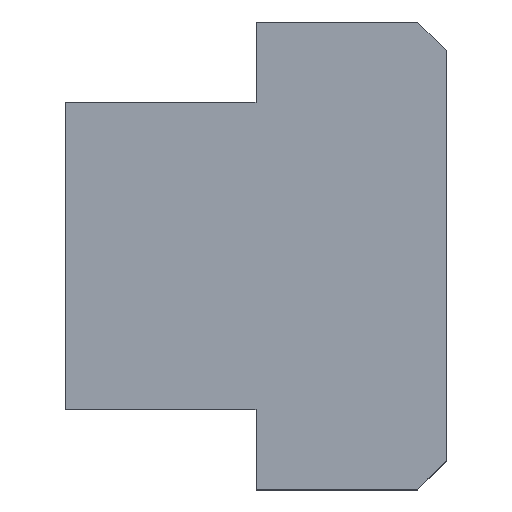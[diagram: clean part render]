
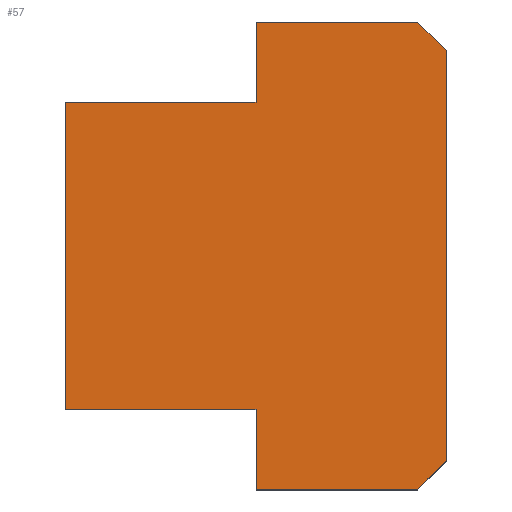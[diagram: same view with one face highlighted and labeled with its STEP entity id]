
A CAD part, top view. The second image highlights one B-rep face of the part: STEP entity #57.
In plain terms, the highlighted planar face has unit normal (0, 0, 1).
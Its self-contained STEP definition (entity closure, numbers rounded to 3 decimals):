
#57 = ADVANCED_FACE( '', ( #118 ), #119, .T. );
#118 = FACE_OUTER_BOUND( '', #175, .T. );
#119 = PLANE( '', #176 );
#175 = EDGE_LOOP( '', ( #262, #263, #264, #265, #266, #267, #268, #269, #270, #271 ) );
#176 = AXIS2_PLACEMENT_3D( '', #272, #273, #274 );
#262 = ORIENTED_EDGE( '', *, *, #330, .T. );
#263 = ORIENTED_EDGE( '', *, *, #345, .T. );
#264 = ORIENTED_EDGE( '', *, *, #355, .T. );
#265 = ORIENTED_EDGE( '', *, *, #356, .T. );
#266 = ORIENTED_EDGE( '', *, *, #357, .T. );
#267 = ORIENTED_EDGE( '', *, *, #349, .T. );
#268 = ORIENTED_EDGE( '', *, *, #358, .T. );
#269 = ORIENTED_EDGE( '', *, *, #336, .T. );
#270 = ORIENTED_EDGE( '', *, *, #353, .T. );
#271 = ORIENTED_EDGE( '', *, *, #324, .T. );
#272 = CARTESIAN_POINT( '', ( 0., 0., 27. ) );
#273 = DIRECTION( '', ( 0., 0., 1. ) );
#274 = DIRECTION( '', ( 1., 0., 0. ) );
#324 = EDGE_CURVE( '', #376, #374, #377, .T. );
#330 = EDGE_CURVE( '', #374, #384, #386, .T. );
#336 = EDGE_CURVE( '', #396, #394, #397, .T. );
#345 = EDGE_CURVE( '', #384, #408, #410, .T. );
#349 = EDGE_CURVE( '', #417, #415, #418, .T. );
#353 = EDGE_CURVE( '', #394, #376, #422, .T. );
#355 = EDGE_CURVE( '', #408, #424, #425, .T. );
#356 = EDGE_CURVE( '', #424, #426, #427, .T. );
#357 = EDGE_CURVE( '', #426, #417, #428, .T. );
#358 = EDGE_CURVE( '', #415, #396, #429, .T. );
#374 = VERTEX_POINT( '', #448 );
#376 = VERTEX_POINT( '', #451 );
#377 = LINE( '', #452, #453 );
#384 = VERTEX_POINT( '', #462 );
#386 = LINE( '', #465, #466 );
#394 = VERTEX_POINT( '', #475 );
#396 = VERTEX_POINT( '', #478 );
#397 = LINE( '', #479, #480 );
#408 = VERTEX_POINT( '', #493 );
#410 = LINE( '', #496, #497 );
#415 = VERTEX_POINT( '', #503 );
#417 = VERTEX_POINT( '', #506 );
#418 = LINE( '', #507, #508 );
#422 = LINE( '', #514, #515 );
#424 = VERTEX_POINT( '', #517 );
#425 = LINE( '', #518, #519 );
#426 = VERTEX_POINT( '', #520 );
#427 = LINE( '', #521, #522 );
#428 = LINE( '', #523, #524 );
#429 = LINE( '', #525, #526 );
#448 = CARTESIAN_POINT( '', ( -22., 17.75, 27. ) );
#451 = CARTESIAN_POINT( '', ( 0., 17.75, 27. ) );
#452 = CARTESIAN_POINT( '', ( 0., 17.75, 27. ) );
#453 = VECTOR( '', #548, 1000. );
#462 = CARTESIAN_POINT( '', ( -22., -17.75, 27. ) );
#465 = CARTESIAN_POINT( '', ( -22., 17.75, 27. ) );
#466 = VECTOR( '', #555, 1000. );
#475 = CARTESIAN_POINT( '', ( 0., 27., 27. ) );
#478 = CARTESIAN_POINT( '', ( 18.7, 27., 27. ) );
#479 = CARTESIAN_POINT( '', ( 18.7, 27., 27. ) );
#480 = VECTOR( '', #561, 1000. );
#493 = CARTESIAN_POINT( '', ( 0., -17.75, 27. ) );
#496 = CARTESIAN_POINT( '', ( -22., -17.75, 27. ) );
#497 = VECTOR( '', #571, 1000. );
#503 = CARTESIAN_POINT( '', ( 22., 23.7, 27. ) );
#506 = CARTESIAN_POINT( '', ( 22., -23.7, 27. ) );
#507 = CARTESIAN_POINT( '', ( 22., -23.7, 27. ) );
#508 = VECTOR( '', #574, 1000. );
#514 = CARTESIAN_POINT( '', ( 0., 27., 27. ) );
#515 = VECTOR( '', #577, 1000. );
#517 = CARTESIAN_POINT( '', ( 0., -27., 27. ) );
#518 = CARTESIAN_POINT( '', ( 0., -17.75, 27. ) );
#519 = VECTOR( '', #578, 1000. );
#520 = CARTESIAN_POINT( '', ( 18.7, -27., 27. ) );
#521 = CARTESIAN_POINT( '', ( 0., -27., 27. ) );
#522 = VECTOR( '', #579, 1000. );
#523 = CARTESIAN_POINT( '', ( 18.7, -27., 27. ) );
#524 = VECTOR( '', #580, 1000. );
#525 = CARTESIAN_POINT( '', ( 22., 23.7, 27. ) );
#526 = VECTOR( '', #581, 1000. );
#548 = DIRECTION( '', ( -1., 0., 0. ) );
#555 = DIRECTION( '', ( 0., -1., 0. ) );
#561 = DIRECTION( '', ( -1., 0., 0. ) );
#571 = DIRECTION( '', ( 1., 0., 0. ) );
#574 = DIRECTION( '', ( 0., 1., 0. ) );
#577 = DIRECTION( '', ( 0., -1., 0. ) );
#578 = DIRECTION( '', ( 0., -1., 0. ) );
#579 = DIRECTION( '', ( 1., 0., 0. ) );
#580 = DIRECTION( '', ( 0.707, 0.707, 0. ) );
#581 = DIRECTION( '', ( -0.707, 0.707, 0. ) );
